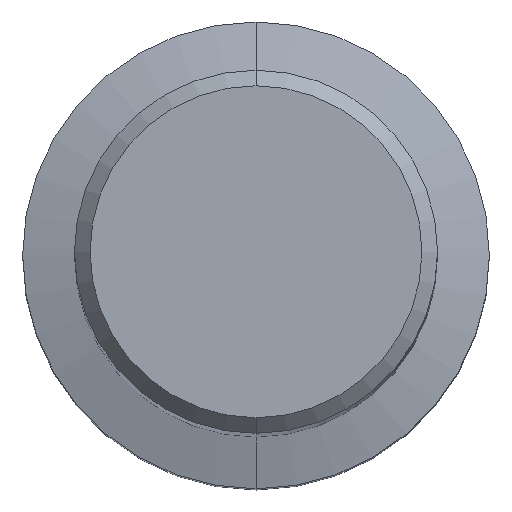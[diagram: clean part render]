
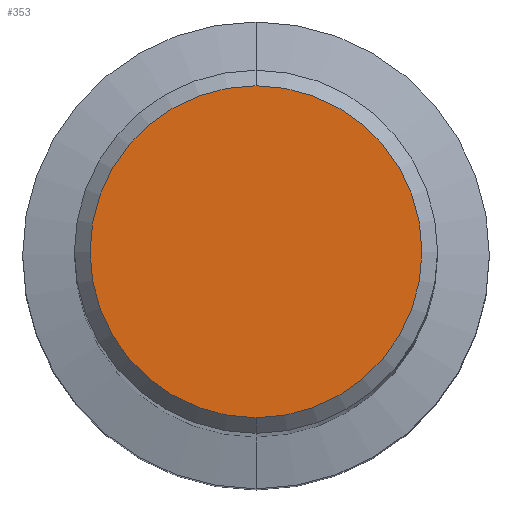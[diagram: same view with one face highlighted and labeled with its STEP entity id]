
A CAD part, top view. The second image highlights one B-rep face of the part: STEP entity #353.
In plain terms, the highlighted planar face has unit normal (0, 0, 1).
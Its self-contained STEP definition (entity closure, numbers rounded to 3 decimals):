
#227=VERTEX_POINT('',#584);
#303=EDGE_CURVE('',#227,#407,#669,.T.);
#353=ADVANCED_FACE('',(#720),#721,.T.);
#407=VERTEX_POINT('',#787);
#521=EDGE_CURVE('',#407,#227,#912,.T.);
#584=CARTESIAN_POINT('',(0.0,6.4,0.0));
#669=CIRCLE('',#1158,6.4);
#720=FACE_OUTER_BOUND('',#1282,.T.);
#721=PLANE('',#1283);
#787=CARTESIAN_POINT('',(0.,-6.4,0.0));
#912=CIRCLE('',#1684,6.4);
#1158=AXIS2_PLACEMENT_3D('',#1831,#1832,#1833);
#1282=EDGE_LOOP('',(#1862,#1863));
#1283=AXIS2_PLACEMENT_3D('',#1864,#1865,#1866);
#1684=AXIS2_PLACEMENT_3D('',#2115,#2116,#2117);
#1831=CARTESIAN_POINT('',(0.0,0.0,0.0));
#1832=DIRECTION('',(0.0,0.0,-1.0));
#1833=DIRECTION('',(0.0,1.0,0.0));
#1862=ORIENTED_EDGE('',*,*,#303,.F.);
#1863=ORIENTED_EDGE('',*,*,#521,.F.);
#1864=CARTESIAN_POINT('',(0.0,3.2,0.0));
#1865=DIRECTION('',(-0.0,0.0,1.0));
#1866=DIRECTION('',(0.0,-1.0,0.0));
#2115=CARTESIAN_POINT('',(0.0,0.0,0.0));
#2116=DIRECTION('',(0.0,0.0,-1.0));
#2117=DIRECTION('',(0.0,1.0,0.0));
